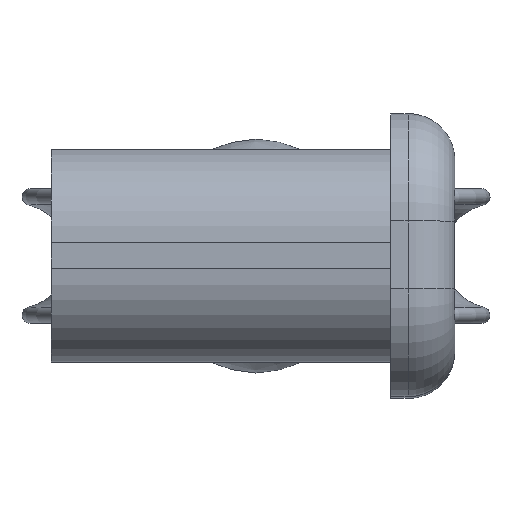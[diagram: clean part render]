
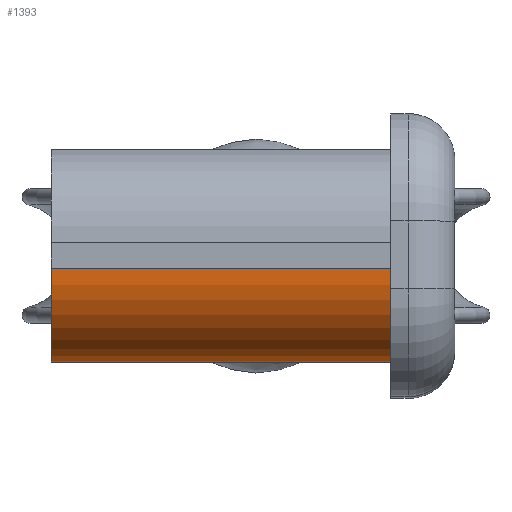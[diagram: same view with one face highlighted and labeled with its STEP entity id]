
A CAD part, top view. The second image highlights one B-rep face of the part: STEP entity #1393.
In plain terms, the highlighted cylindrical face has radius 8 mm (diameter 16 mm), a partial arc.
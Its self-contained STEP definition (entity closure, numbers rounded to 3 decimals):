
#53=LINE('',#2180,#128);
#109=LINE('',#2537,#184);
#128=VECTOR('',#1744,29.);
#184=VECTOR('',#2018,29.);
#258=CYLINDRICAL_SURFACE('',#1581,8.);
#385=FACE_OUTER_BOUND('',#514,.T.);
#514=EDGE_LOOP('',(#1283,#1284,#1285,#1286));
#555=CIRCLE('',#1479,8.);
#606=CIRCLE('',#1571,8.);
#660=VERTEX_POINT('',#2177);
#661=VERTEX_POINT('',#2179);
#666=VERTEX_POINT('',#2197);
#737=VERTEX_POINT('',#2520);
#794=EDGE_CURVE('',#660,#661,#53,.T.);
#803=EDGE_CURVE('',#666,#661,#555,.T.);
#914=EDGE_CURVE('',#737,#660,#606,.T.);
#921=EDGE_CURVE('',#737,#666,#109,.T.);
#1283=ORIENTED_EDGE('',*,*,#803,.T.);
#1284=ORIENTED_EDGE('',*,*,#794,.F.);
#1285=ORIENTED_EDGE('',*,*,#914,.F.);
#1286=ORIENTED_EDGE('',*,*,#921,.T.);
#1393=ADVANCED_FACE('',(#385),#258,.T.);
#1479=AXIS2_PLACEMENT_3D('',#2198,#1764,#1765);
#1571=AXIS2_PLACEMENT_3D('',#2522,#1993,#1994);
#1581=AXIS2_PLACEMENT_3D('',#2539,#2020,#2021);
#1744=DIRECTION('',(-1.,0.,0.));
#1764=DIRECTION('center_axis',(1.,0.,0.));
#1765=DIRECTION('ref_axis',(0.,0.,1.));
#1993=DIRECTION('center_axis',(1.,0.,0.));
#1994=DIRECTION('ref_axis',(0.,0.,1.));
#2018=DIRECTION('',(-1.,0.,0.));
#2020=DIRECTION('center_axis',(-1.,0.,0.));
#2021=DIRECTION('ref_axis',(0.,0.,1.));
#2177=CARTESIAN_POINT('',(0.,-9.1,23.));
#2179=CARTESIAN_POINT('',(-29.,-9.1,23.));
#2180=CARTESIAN_POINT('',(0.,-9.1,23.));
#2197=CARTESIAN_POINT('',(-29.,-1.1,31.));
#2198=CARTESIAN_POINT('Origin',(-29.,-1.1,23.));
#2520=CARTESIAN_POINT('',(0.,-1.1,31.));
#2522=CARTESIAN_POINT('Origin',(0.,-1.1,23.));
#2537=CARTESIAN_POINT('',(0.,-1.1,31.));
#2539=CARTESIAN_POINT('Origin',(0.,-1.1,23.));
